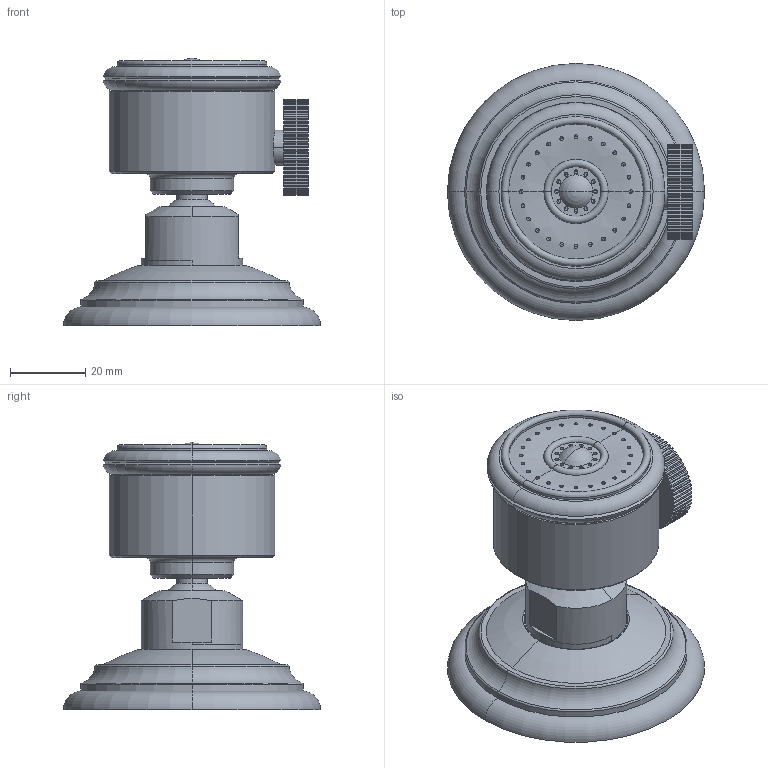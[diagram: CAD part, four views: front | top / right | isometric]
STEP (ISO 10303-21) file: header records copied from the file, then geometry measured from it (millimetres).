
FILE_DESCRIPTION((''),'2;1');
FILE_NAME('2171','2021-01-07T11:11:11',('jinson.thomas'),(''),'CREO PARAMETRIC BY PTC INC, 2018400','CREO PARAMETRIC BY PTC INC, 2018400','');
FILE_SCHEMA(('CONFIG_CONTROL_DESIGN'));
Length unit declared in the file: inch
Products named in the file (1): 2171
Bounding box: 68.48 x 68.48 x 71.23 mm (x, y, z)
Volume: 98194.3 mm3; surface area: 20259.4 mm2
Topology: 1 solids, 1 shells, 373 faces, 953 edges, 623 vertices
Faces by surface type: plane 179, cylinder 154, torus 20, cone 12, sphere 6, bspline 2
Entity records: 12263 total; most frequent: CARTESIAN_POINT 3255, ORIENTED_EDGE 1902, DIRECTION 1785, EDGE_CURVE 951, VERTEX_POINT 623, AXIS2_PLACEMENT_3D 613, VECTOR 559, LINE 559
